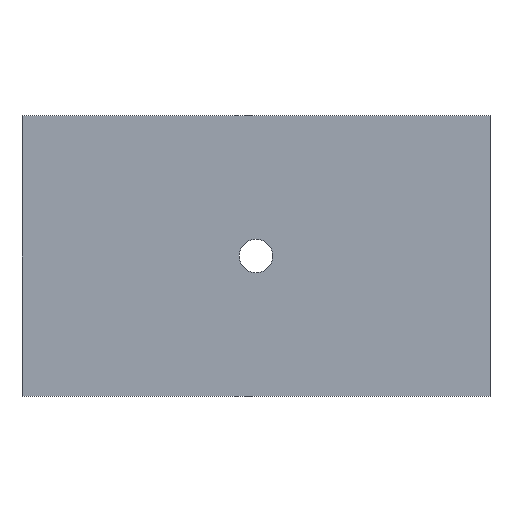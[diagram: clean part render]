
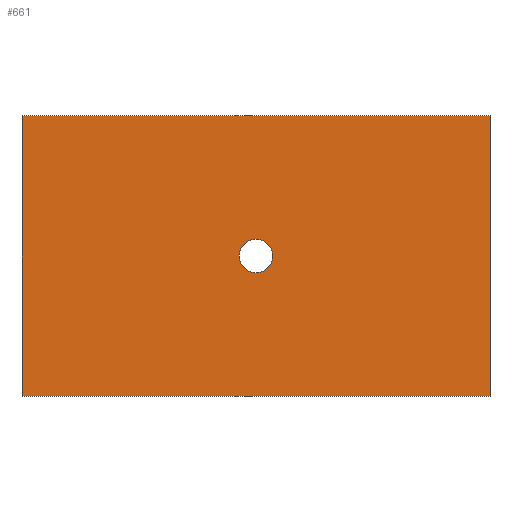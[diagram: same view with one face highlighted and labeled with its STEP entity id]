
A CAD part, front view. The second image highlights one B-rep face of the part: STEP entity #661.
In plain terms, the highlighted planar face has unit normal (0, -1, 0).
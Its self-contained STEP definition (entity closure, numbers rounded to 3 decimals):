
#3 = CARTESIAN_POINT ( 'NONE',  ( 0., 0., 0. ) ) ;
#25 = CARTESIAN_POINT ( 'NONE',  ( 75., 0., -50.377 ) ) ;
#56 = ORIENTED_EDGE ( 'NONE', *, *, #79, .T. ) ;
#67 = AXIS2_PLACEMENT_3D ( 'NONE', #749, #133, #824 ) ;
#79 = EDGE_CURVE ( 'NONE', #357, #767, #594, .T. ) ;
#102 = ORIENTED_EDGE ( 'NONE', *, *, #868, .F. ) ;
#108 = ORIENTED_EDGE ( 'NONE', *, *, #730, .F. ) ;
#112 = EDGE_LOOP ( 'NONE', ( #56, #144 ) ) ;
#114 = EDGE_CURVE ( 'NONE', #569, #745, #210, .T. ) ;
#124 = ORIENTED_EDGE ( 'NONE', *, *, #369, .F. ) ;
#133 = DIRECTION ( 'NONE',  ( 0., 1., 0. ) ) ;
#134 = CARTESIAN_POINT ( 'NONE',  ( 0., 0., 0. ) ) ;
#144 = ORIENTED_EDGE ( 'NONE', *, *, #731, .T. ) ;
#160 = CARTESIAN_POINT ( 'NONE',  ( 75., 0., -45. ) ) ;
#167 = CARTESIAN_POINT ( 'NONE',  ( 150., 0., 0. ) ) ;
#210 = LINE ( 'NONE', #513, #873 ) ;
#215 = CARTESIAN_POINT ( 'NONE',  ( 150., 0., -90. ) ) ;
#222 = FACE_BOUND ( 'NONE', #112, .T. ) ;
#233 = LINE ( 'NONE', #818, #371 ) ;
#235 = DIRECTION ( 'NONE',  ( 0., 1., 0. ) ) ;
#283 = VERTEX_POINT ( 'NONE', #759 ) ;
#308 = CARTESIAN_POINT ( 'NONE',  ( 0., 0., 0. ) ) ;
#319 = DIRECTION ( 'NONE',  ( 0., 0., 1. ) ) ;
#336 = LINE ( 'NONE', #399, #742 ) ;
#357 = VERTEX_POINT ( 'NONE', #546 ) ;
#369 = EDGE_CURVE ( 'NONE', #949, #283, #336, .T. ) ;
#371 = VECTOR ( 'NONE', #896, 1000. ) ;
#392 = DIRECTION ( 'NONE',  ( 0., 0., -1. ) ) ;
#399 = CARTESIAN_POINT ( 'NONE',  ( 0., 0., -90. ) ) ;
#431 = DIRECTION ( 'NONE',  ( 0., 0., -1. ) ) ;
#449 = DIRECTION ( 'NONE',  ( 1., 0., 0. ) ) ;
#513 = CARTESIAN_POINT ( 'NONE',  ( 0., 0., 0. ) ) ;
#514 = PLANE ( 'NONE',  #933 ) ;
#523 = FACE_OUTER_BOUND ( 'NONE', #842, .T. ) ;
#546 = CARTESIAN_POINT ( 'NONE',  ( 75., 0., -39.623 ) ) ;
#557 = AXIS2_PLACEMENT_3D ( 'NONE', #160, #235, #392 ) ;
#569 = VERTEX_POINT ( 'NONE', #3 ) ;
#594 = CIRCLE ( 'NONE', #67, 5.377 ) ;
#661 = ADVANCED_FACE ( 'NONE', ( #222, #523 ), #514, .T. ) ;
#689 = LINE ( 'NONE', #308, #733 ) ;
#721 = ORIENTED_EDGE ( 'NONE', *, *, #114, .F. ) ;
#730 = EDGE_CURVE ( 'NONE', #283, #569, #689, .T. ) ;
#731 = EDGE_CURVE ( 'NONE', #767, #357, #782, .T. ) ;
#733 = VECTOR ( 'NONE', #319, 1000. ) ;
#742 = VECTOR ( 'NONE', #936, 1000. ) ;
#745 = VERTEX_POINT ( 'NONE', #167 ) ;
#749 = CARTESIAN_POINT ( 'NONE',  ( 75., 0., -45. ) ) ;
#759 = CARTESIAN_POINT ( 'NONE',  ( 0., 0., -90. ) ) ;
#767 = VERTEX_POINT ( 'NONE', #25 ) ;
#782 = CIRCLE ( 'NONE', #557, 5.377 ) ;
#818 = CARTESIAN_POINT ( 'NONE',  ( 150., 0., 0. ) ) ;
#821 = DIRECTION ( 'NONE',  ( 0., -1., 0. ) ) ;
#824 = DIRECTION ( 'NONE',  ( 0., 0., -1. ) ) ;
#842 = EDGE_LOOP ( 'NONE', ( #108, #124, #102, #721 ) ) ;
#868 = EDGE_CURVE ( 'NONE', #745, #949, #233, .T. ) ;
#873 = VECTOR ( 'NONE', #449, 1000. ) ;
#896 = DIRECTION ( 'NONE',  ( 0., 0., -1. ) ) ;
#933 = AXIS2_PLACEMENT_3D ( 'NONE', #134, #821, #431 ) ;
#936 = DIRECTION ( 'NONE',  ( -1., 0., 0. ) ) ;
#949 = VERTEX_POINT ( 'NONE', #215 ) ;
